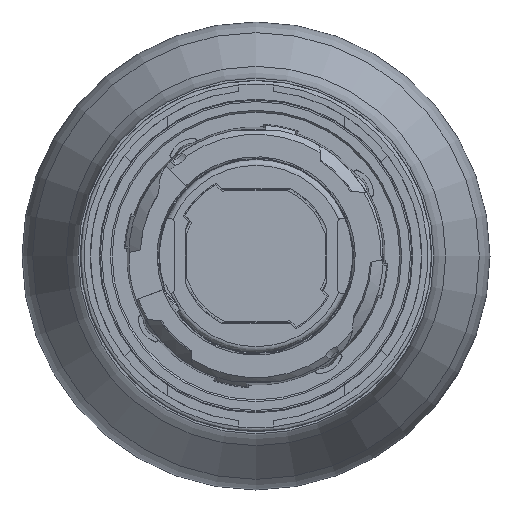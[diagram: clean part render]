
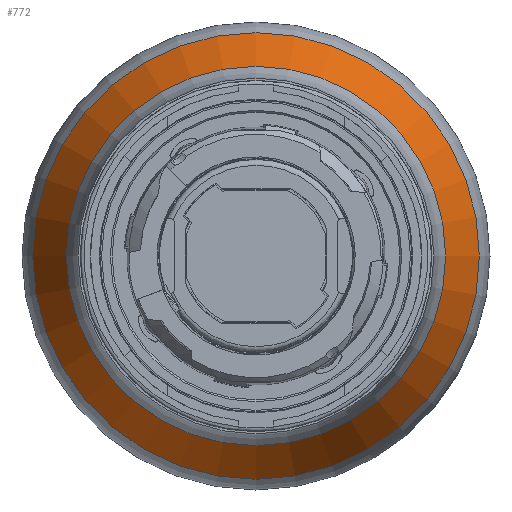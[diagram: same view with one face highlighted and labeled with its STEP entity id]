
A CAD part, front view. The second image highlights one B-rep face of the part: STEP entity #772.
In plain terms, the highlighted conical face has half-angle 26 degrees and reference radius 17.145 mm.
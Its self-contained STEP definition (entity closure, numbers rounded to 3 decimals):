
#137=CONICAL_SURFACE('',#6110,17.145,26.);
#238=FACE_BOUND('',#1476,.T.);
#239=FACE_BOUND('',#1477,.T.);
#396=CIRCLE('',#6105,19.089);
#398=CIRCLE('',#6109,16.212);
#772=ADVANCED_FACE('',(#238,#239),#137,.T.);
#1476=EDGE_LOOP('',(#2584));
#1477=EDGE_LOOP('',(#2585));
#2584=ORIENTED_EDGE('',*,*,#4952,.T.);
#2585=ORIENTED_EDGE('',*,*,#4954,.F.);
#4265=VERTEX_POINT('',#8676);
#4267=VERTEX_POINT('',#8682);
#4952=EDGE_CURVE('',#4265,#4265,#396,.T.);
#4954=EDGE_CURVE('',#4267,#4267,#398,.T.);
#6105=AXIS2_PLACEMENT_3D('',#8675,#6843,#6844);
#6109=AXIS2_PLACEMENT_3D('',#8681,#6851,#6852);
#6110=AXIS2_PLACEMENT_3D('',#8683,#6853,#6854);
#6843=DIRECTION('',(0.,-1.,0.));
#6844=DIRECTION('',(-1.,0.,0.));
#6851=DIRECTION('',(0.,-1.,0.));
#6852=DIRECTION('',(1.,0.,0.));
#6853=DIRECTION('',(0.,1.,0.));
#6854=DIRECTION('',(1.,0.,0.));
#8675=CARTESIAN_POINT('',(0.,51.555,0.));
#8676=CARTESIAN_POINT('',(-19.089,51.555,0.));
#8681=CARTESIAN_POINT('',(0.,45.656,0.));
#8682=CARTESIAN_POINT('',(-16.212,45.656,0.));
#8683=CARTESIAN_POINT('',(0.,47.568,0.));
